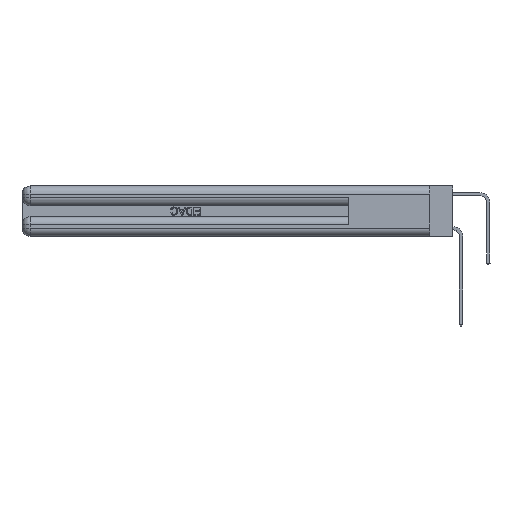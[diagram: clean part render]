
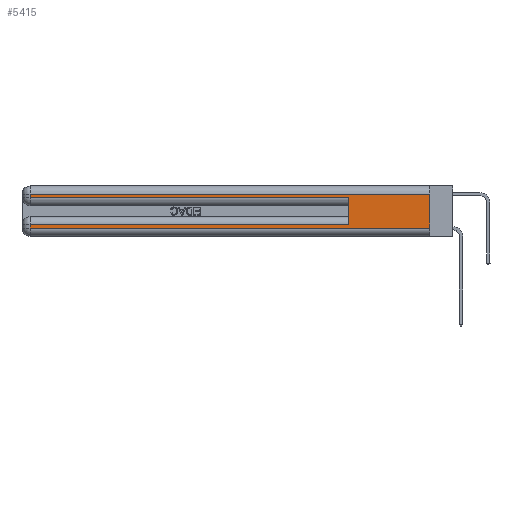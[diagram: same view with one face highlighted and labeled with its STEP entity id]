
A CAD part, left-side view. The second image highlights one B-rep face of the part: STEP entity #5415.
In plain terms, the highlighted planar face has unit normal (-1, 0, 0).
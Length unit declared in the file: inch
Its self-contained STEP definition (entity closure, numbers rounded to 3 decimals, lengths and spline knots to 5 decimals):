
#455 = CARTESIAN_POINT ( 'NONE',  ( 0., 0.6, 0.085 ) ) ;
#1358 = EDGE_CURVE ( 'NONE', #30554, #15161, #25004, .T. ) ;
#1384 = EDGE_LOOP ( 'NONE', ( #27621, #15763, #19559, #27896, #30445, #27840, #27421, #24391 ) ) ;
#1872 = LINE ( 'NONE', #13454, #12839 ) ;
#2552 = CARTESIAN_POINT ( 'NONE',  ( 0., 0., 0.085 ) ) ;
#2787 = CARTESIAN_POINT ( 'NONE',  ( 0., 2.94, 0.085 ) ) ;
#4312 = EDGE_CURVE ( 'NONE', #15161, #28497, #20685, .T. ) ;
#4975 = LINE ( 'NONE', #8702, #8600 ) ;
#5415 = ADVANCED_FACE ( 'NONE', ( #17024 ), #24020, .F. ) ;
#5730 = AXIS2_PLACEMENT_3D ( 'NONE', #29260, #24463, #17160 ) ;
#7007 = DIRECTION ( 'NONE',  ( 0., 1., 0. ) ) ;
#7712 = CARTESIAN_POINT ( 'NONE',  ( 0., 0., 0.37 ) ) ;
#7761 = DIRECTION ( 'NONE',  ( 0., 1., 0. ) ) ;
#8600 = VECTOR ( 'NONE', #19377, 39.37008 ) ;
#8702 = CARTESIAN_POINT ( 'NONE',  ( 0., 0., 0.06 ) ) ;
#9301 = DIRECTION ( 'NONE',  ( 0., 0., -1. ) ) ;
#9735 = CARTESIAN_POINT ( 'NONE',  ( 0., 2.94, 0.285 ) ) ;
#11682 = VERTEX_POINT ( 'NONE', #455 ) ;
#12839 = VECTOR ( 'NONE', #21155, 39.37008 ) ;
#13124 = EDGE_CURVE ( 'NONE', #11682, #21232, #23402, .T. ) ;
#13454 = CARTESIAN_POINT ( 'NONE',  ( 0., 0., 0.285 ) ) ;
#13725 = CARTESIAN_POINT ( 'NONE',  ( 0., 0.6, 0.145 ) ) ;
#15161 = VERTEX_POINT ( 'NONE', #31708 ) ;
#15665 = EDGE_CURVE ( 'NONE', #30554, #17014, #15798, .T. ) ;
#15763 = ORIENTED_EDGE ( 'NONE', *, *, #1358, .T. ) ;
#15798 = LINE ( 'NONE', #7712, #28746 ) ;
#16373 = EDGE_CURVE ( 'NONE', #11682, #27359, #21396, .T. ) ;
#16913 = DIRECTION ( 'NONE',  ( 0., 0., -1. ) ) ;
#17014 = VERTEX_POINT ( 'NONE', #21629 ) ;
#17024 = FACE_OUTER_BOUND ( 'NONE', #1384, .T. ) ;
#17160 = DIRECTION ( 'NONE',  ( 0., 0., -1. ) ) ;
#18159 = VECTOR ( 'NONE', #7007, 39.37008 ) ;
#19377 = DIRECTION ( 'NONE',  ( 0., -1., 0. ) ) ;
#19429 = VECTOR ( 'NONE', #7761, 39.37008 ) ;
#19559 = ORIENTED_EDGE ( 'NONE', *, *, #4312, .T. ) ;
#20685 = LINE ( 'NONE', #29756, #24700 ) ;
#20927 = VECTOR ( 'NONE', #9301, 39.37008 ) ;
#21155 = DIRECTION ( 'NONE',  ( 0., -1., 0. ) ) ;
#21232 = VERTEX_POINT ( 'NONE', #28460 ) ;
#21396 = LINE ( 'NONE', #2552, #19429 ) ;
#21629 = CARTESIAN_POINT ( 'NONE',  ( 0., 0., 0.06 ) ) ;
#22304 = CARTESIAN_POINT ( 'NONE',  ( 0., 0., 0.31 ) ) ;
#22645 = VECTOR ( 'NONE', #26383, 39.37008 ) ;
#23148 = EDGE_CURVE ( 'NONE', #29940, #17014, #4975, .T. ) ;
#23402 = LINE ( 'NONE', #13725, #22645 ) ;
#23728 = CARTESIAN_POINT ( 'NONE',  ( 0., 0., 0.31 ) ) ;
#23959 = DIRECTION ( 'NONE',  ( 0., 0., -1. ) ) ;
#24020 = PLANE ( 'NONE',  #5730 ) ;
#24391 = ORIENTED_EDGE ( 'NONE', *, *, #23148, .T. ) ;
#24463 = DIRECTION ( 'NONE',  ( 1., 0., 0. ) ) ;
#24700 = VECTOR ( 'NONE', #16913, 39.37008 ) ;
#25004 = LINE ( 'NONE', #22304, #18159 ) ;
#26383 = DIRECTION ( 'NONE',  ( 0., 0., 1. ) ) ;
#26435 = EDGE_CURVE ( 'NONE', #27359, #29940, #28616, .T. ) ;
#26724 = CARTESIAN_POINT ( 'NONE',  ( 0., 2.94, 0.06 ) ) ;
#27359 = VERTEX_POINT ( 'NONE', #2787 ) ;
#27421 = ORIENTED_EDGE ( 'NONE', *, *, #26435, .T. ) ;
#27621 = ORIENTED_EDGE ( 'NONE', *, *, #15665, .F. ) ;
#27840 = ORIENTED_EDGE ( 'NONE', *, *, #16373, .T. ) ;
#27896 = ORIENTED_EDGE ( 'NONE', *, *, #32181, .T. ) ;
#28460 = CARTESIAN_POINT ( 'NONE',  ( 0., 0.6, 0.285 ) ) ;
#28497 = VERTEX_POINT ( 'NONE', #9735 ) ;
#28616 = LINE ( 'NONE', #29696, #20927 ) ;
#28746 = VECTOR ( 'NONE', #23959, 39.37008 ) ;
#29260 = CARTESIAN_POINT ( 'NONE',  ( 0., 0., 0.37 ) ) ;
#29696 = CARTESIAN_POINT ( 'NONE',  ( 0., 2.94, 0.37 ) ) ;
#29756 = CARTESIAN_POINT ( 'NONE',  ( 0., 2.94, 0.37 ) ) ;
#29940 = VERTEX_POINT ( 'NONE', #26724 ) ;
#30445 = ORIENTED_EDGE ( 'NONE', *, *, #13124, .F. ) ;
#30554 = VERTEX_POINT ( 'NONE', #23728 ) ;
#31708 = CARTESIAN_POINT ( 'NONE',  ( 0., 2.94, 0.31 ) ) ;
#32181 = EDGE_CURVE ( 'NONE', #28497, #21232, #1872, .T. ) ;
